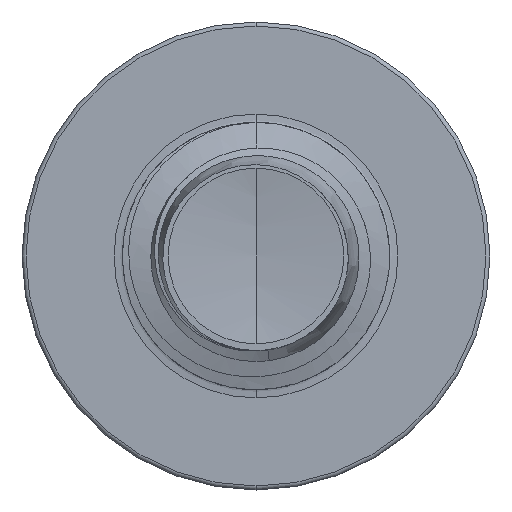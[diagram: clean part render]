
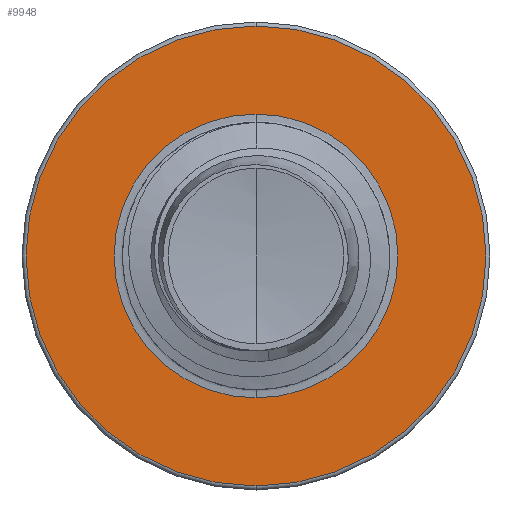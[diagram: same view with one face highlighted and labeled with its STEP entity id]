
A CAD part, front view. The second image highlights one B-rep face of the part: STEP entity #9948.
In plain terms, the highlighted planar face has unit normal (0, -1, 0).
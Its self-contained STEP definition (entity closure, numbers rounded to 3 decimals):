
#90 = VERTEX_POINT ( 'NONE', #13746 ) ;
#2067 = DIRECTION ( 'NONE',  ( 0., 0., 1. ) ) ;
#2080 = DIRECTION ( 'NONE',  ( 0., 1., 0. ) ) ;
#2108 = CARTESIAN_POINT ( 'NONE',  ( 0., 7.5, 0. ) ) ;
#2252 = CIRCLE ( 'NONE', #11924, 3.186 ) ;
#2805 = DIRECTION ( 'NONE',  ( 0., 0., 1. ) ) ;
#3117 = ORIENTED_EDGE ( 'NONE', *, *, #18567, .T. ) ;
#3289 = DIRECTION ( 'NONE',  ( 0., 1., 0. ) ) ;
#3550 = CARTESIAN_POINT ( 'NONE',  ( 0., 7.5, -3.186 ) ) ;
#3637 = PLANE ( 'NONE',  #12256 ) ;
#5083 = EDGE_LOOP ( 'NONE', ( #7813, #3117 ) ) ;
#6650 = EDGE_CURVE ( 'NONE', #10635, #90, #12369, .T. ) ;
#7229 = CIRCLE ( 'NONE', #18304, 3.186 ) ;
#7813 = ORIENTED_EDGE ( 'NONE', *, *, #8120, .T. ) ;
#8120 = EDGE_CURVE ( 'NONE', #8974, #10751, #2252, .T. ) ;
#8974 = VERTEX_POINT ( 'NONE', #13760 ) ;
#9948 = ADVANCED_FACE ( 'NONE', ( #15906, #18319 ), #3637, .F. ) ;
#10635 = VERTEX_POINT ( 'NONE', #13998 ) ;
#10751 = VERTEX_POINT ( 'NONE', #13994 ) ;
#10939 = DIRECTION ( 'NONE',  ( 0., 0., 1. ) ) ;
#10961 = DIRECTION ( 'NONE',  ( 0., 1., 0. ) ) ;
#10993 = CARTESIAN_POINT ( 'NONE',  ( 0., 7.5, 0. ) ) ;
#11551 = ORIENTED_EDGE ( 'NONE', *, *, #6650, .F. ) ;
#11924 = AXIS2_PLACEMENT_3D ( 'NONE', #10993, #10961, #10939 ) ;
#12256 = AXIS2_PLACEMENT_3D ( 'NONE', #3550, #3289, #2805 ) ;
#12369 = CIRCLE ( 'NONE', #18321, 5.16 ) ;
#12839 = DIRECTION ( 'NONE',  ( 0., 0., 1. ) ) ;
#12858 = DIRECTION ( 'NONE',  ( 0., 1., 0. ) ) ;
#12910 = CARTESIAN_POINT ( 'NONE',  ( 0., 7.5, 0. ) ) ;
#13746 = CARTESIAN_POINT ( 'NONE',  ( 0., 7.5, 5.16 ) ) ;
#13760 = CARTESIAN_POINT ( 'NONE',  ( 0., 7.5, 3.186 ) ) ;
#13994 = CARTESIAN_POINT ( 'NONE',  ( 0., 7.5, -3.186 ) ) ;
#13998 = CARTESIAN_POINT ( 'NONE',  ( 0., 7.5, -5.16 ) ) ;
#15906 = FACE_OUTER_BOUND ( 'NONE', #16644, .T. ) ;
#16644 = EDGE_LOOP ( 'NONE', ( #17579, #11551 ) ) ;
#16818 = CIRCLE ( 'NONE', #18678, 5.16 ) ;
#17342 = DIRECTION ( 'NONE',  ( 0., 0., 1. ) ) ;
#17346 = DIRECTION ( 'NONE',  ( 0., 1., 0. ) ) ;
#17354 = CARTESIAN_POINT ( 'NONE',  ( 0., 7.5, 0. ) ) ;
#17579 = ORIENTED_EDGE ( 'NONE', *, *, #18702, .F. ) ;
#18304 = AXIS2_PLACEMENT_3D ( 'NONE', #17354, #17346, #17342 ) ;
#18319 = FACE_BOUND ( 'NONE', #5083, .T. ) ;
#18321 = AXIS2_PLACEMENT_3D ( 'NONE', #2108, #2080, #2067 ) ;
#18567 = EDGE_CURVE ( 'NONE', #10751, #8974, #7229, .T. ) ;
#18678 = AXIS2_PLACEMENT_3D ( 'NONE', #12910, #12858, #12839 ) ;
#18702 = EDGE_CURVE ( 'NONE', #90, #10635, #16818, .T. ) ;
